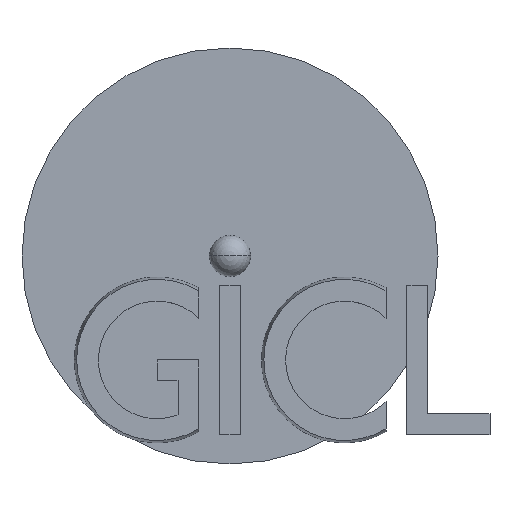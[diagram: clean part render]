
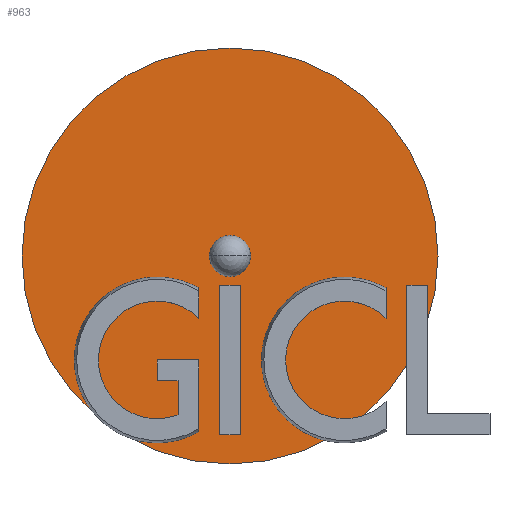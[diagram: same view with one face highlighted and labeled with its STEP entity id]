
A CAD part, top view. The second image highlights one B-rep face of the part: STEP entity #963.
In plain terms, the highlighted planar face has unit normal (0, 0, 1).
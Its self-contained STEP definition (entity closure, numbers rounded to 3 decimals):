
#939=CARTESIAN_POINT('POINT53',(17.5,75.,-10.));
#940=VERTEX_POINT('VERTEX53',#939);
#941=CARTESIAN_POINT('POINT54',(67.5,25.,-10.));
#942=VERTEX_POINT('VERTEX54',#941);
#943=CARTESIAN_POINT('POS90',(17.5,25.,-10.));
#944=DIRECTION('DIR129',(0.,0.,-1.));
#945=DIRECTION('DIR130',(0.,-1.,0.));
#946=AXIS2_PLACEMENT_3D('AXIS40',#943,#944,#945);
#947=CIRCLE('ELLIPSE18',#946,50.);
#948=EDGE_CURVE('EDGE79',#940,#942,#947,.T.);
#949=ORIENTED_EDGE('COEDGE157',*,*,#948,.F.);
#950=CARTESIAN_POINT('POINT55',(-32.5,25.,-10.));
#951=VERTEX_POINT('VERTEX55',#950);
#952=EDGE_CURVE('EDGE80',#951,#940,#947,.T.);
#953=ORIENTED_EDGE('COEDGE158',*,*,#952,.F.);
#954=EDGE_CURVE('EDGE81',#942,#951,#947,.T.);
#955=ORIENTED_EDGE('COEDGE159',*,*,#954,.F.);
#956=EDGE_LOOP('NONE',(#949,#953,#955));
#957=FACE_BOUND('LOOP1',#956,.T.);
#958=CARTESIAN_POINT('POS91',(0.,0.,-10.));
#959=DIRECTION('DIR131',(0.,0.,1.));
#960=DIRECTION('DIR132',(1.,0.,0.));
#961=AXIS2_PLACEMENT_3D('AXIS41',#958,#959,#960);
#962=PLANE('PLANE19',#961);
#963=ADVANCED_FACE('FACE35',(#957),#962,.T.);
